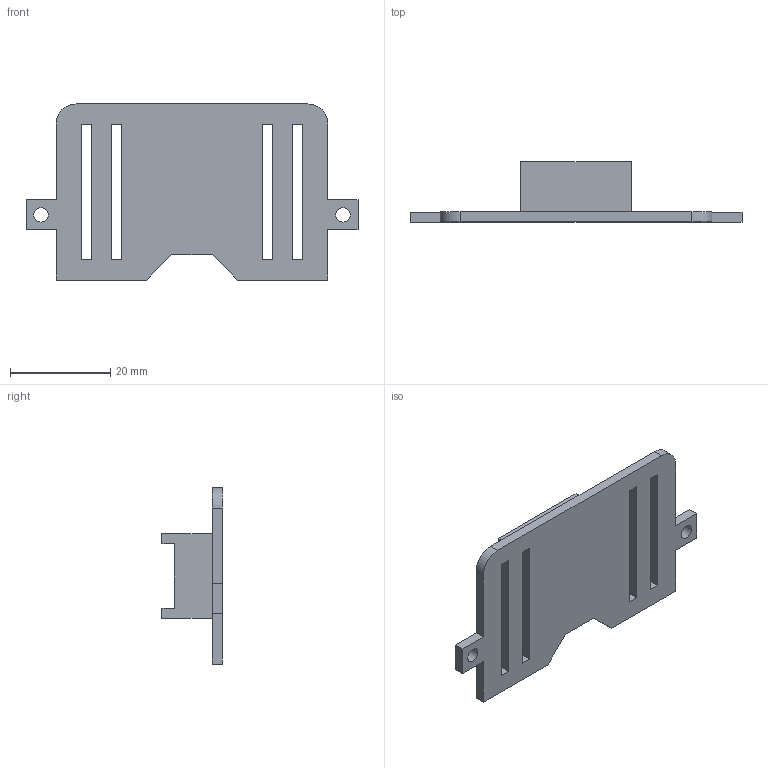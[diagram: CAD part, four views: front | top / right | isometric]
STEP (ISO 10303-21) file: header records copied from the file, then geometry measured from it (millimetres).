
FILE_DESCRIPTION(/* description */ (''),/* implementation_level */ '2;1');
FILE_NAME(/* name */ 'Stepper Hood IMU mount v7.step',/* time_stamp */ '2022-06-16T21:44:04+03:00',/* author */ (''),/* organization */ (''),/* preprocessor_version */ 'ST-DEVELOPER v19',/* originating_system */ 'Autodesk Translation Framework v11.7.0.108',/* authorisation */ '');
FILE_SCHEMA (('AUTOMOTIVE_DESIGN { 1 0 10303 214 3 1 1 }'));
Length unit declared in the file: millimetre
Products named in the file (1): Stepper Hood IMU mount
Bounding box: 66.3 x 12 x 35.15 mm (x, y, z)
Volume: 6263.6 mm3; surface area: 5275.1 mm2
Topology: 1 solids, 1 shells, 55 faces, 144 edges, 96 vertices
Faces by surface type: plane 47, cylinder 8
Full cylindrical faces by diameter (mm): 1.85 x4, 2.85 x2
Entity records: 1738 total; most frequent: CARTESIAN_POINT 296, ORIENTED_EDGE 288, DIRECTION 272, EDGE_CURVE 144, LINE 128, VECTOR 128, VERTEX_POINT 96, EDGE_LOOP 72
